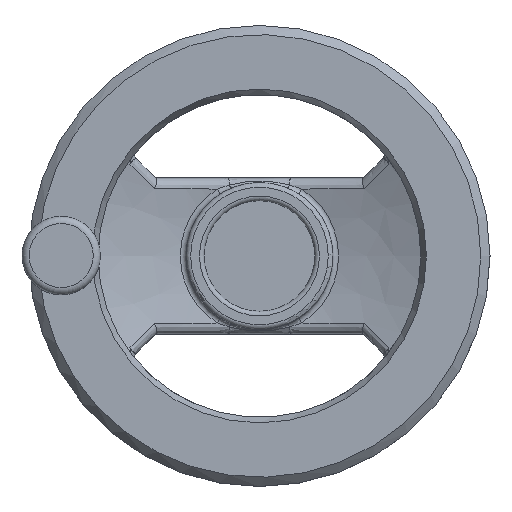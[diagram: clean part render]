
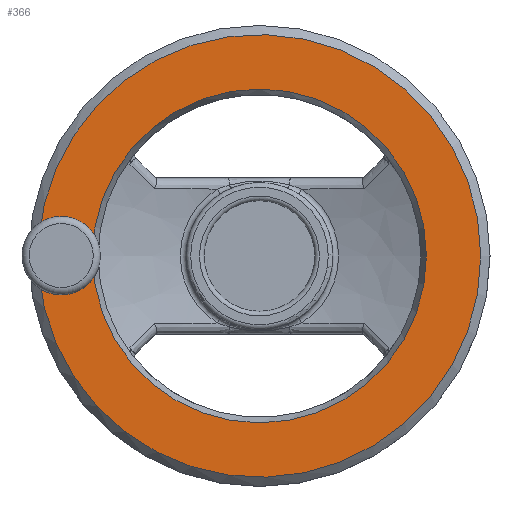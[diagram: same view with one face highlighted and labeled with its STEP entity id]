
A CAD part, top view. The second image highlights one B-rep face of the part: STEP entity #366.
In plain terms, the highlighted planar face has unit normal (0, 0, 1).
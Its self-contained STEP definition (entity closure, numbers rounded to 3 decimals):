
#366 = ADVANCED_FACE( '', ( #781, #782 ), #783, .F. );
#781 = FACE_OUTER_BOUND( '', #4684, .T. );
#782 = FACE_BOUND( '', #4685, .T. );
#783 = PLANE( '', #4686 );
#4684 = EDGE_LOOP( '', ( #5864, #5865, #5866, #5867, #5868, #5869 ) );
#4685 = EDGE_LOOP( '', ( #5870 ) );
#4686 = AXIS2_PLACEMENT_3D( '', #5871, #5872, #5873 );
#5864 = ORIENTED_EDGE( '', *, *, #6196, .T. );
#5865 = ORIENTED_EDGE( '', *, *, #6000, .T. );
#5866 = ORIENTED_EDGE( '', *, *, #6043, .T. );
#5867 = ORIENTED_EDGE( '', *, *, #6129, .T. );
#5868 = ORIENTED_EDGE( '', *, *, #6198, .T. );
#5869 = ORIENTED_EDGE( '', *, *, #6320, .T. );
#5870 = ORIENTED_EDGE( '', *, *, #6031, .F. );
#5871 = CARTESIAN_POINT( '', ( 0., 50., 25. ) );
#5872 = DIRECTION( '', ( 0., 0., -1. ) );
#5873 = DIRECTION( '', ( -1., 0., 0. ) );
#6000 = EDGE_CURVE( '', #6384, #6381, #6385, .T. );
#6031 = EDGE_CURVE( '', #6437, #6437, #6438, .T. );
#6043 = EDGE_CURVE( '', #6381, #6455, #6457, .T. );
#6129 = EDGE_CURVE( '', #6455, #6600, #6602, .T. );
#6196 = EDGE_CURVE( '', #6703, #6384, #6704, .T. );
#6198 = EDGE_CURVE( '', #6600, #6705, #6707, .T. );
#6320 = EDGE_CURVE( '', #6705, #6703, #6865, .F. );
#6381 = VERTEX_POINT( '', #6934 );
#6384 = VERTEX_POINT( '', #6940 );
#6385 = LINE( '', #6941, #6942 );
#6437 = VERTEX_POINT( '', #7200 );
#6438 = CIRCLE( '', #7201, 36.206 );
#6455 = VERTEX_POINT( '', #7218 );
#6457 = CIRCLE( '', #7223, 5.8 );
#6600 = VERTEX_POINT( '', #7931 );
#6602 = LINE( '', #7936, #7937 );
#6703 = VERTEX_POINT( '', #8658 );
#6704 = CIRCLE( '', #8659, 5.8 );
#6705 = VERTEX_POINT( '', #8660 );
#6707 = CIRCLE( '', #8662, 5.8 );
#6865 = CIRCLE( '', #9820, 48. );
#6934 = CARTESIAN_POINT( '', ( -41.831, 5.681, 25. ) );
#6940 = CARTESIAN_POINT( '', ( -47.846, 3.187, 25. ) );
#6941 = CARTESIAN_POINT( '', ( -41.837, 5.679, 25. ) );
#6942 = VECTOR( '', #10022, 1000. );
#7200 = CARTESIAN_POINT( '', ( 36.206, 0., 25. ) );
#7201 = AXIS2_PLACEMENT_3D( '', #10063, #10064, #10065 );
#7218 = CARTESIAN_POINT( '', ( -38.154, -3.187, 25. ) );
#7223 = AXIS2_PLACEMENT_3D( '', #10084, #10085, #10086 );
#7931 = CARTESIAN_POINT( '', ( -44.169, -5.681, 25. ) );
#7936 = CARTESIAN_POINT( '', ( -44.225, -5.704, 25. ) );
#7937 = VECTOR( '', #10165, 1000. );
#8658 = CARTESIAN_POINT( '', ( -47.9, 3.104, 25. ) );
#8659 = AXIS2_PLACEMENT_3D( '', #10210, #10211, #10212 );
#8660 = CARTESIAN_POINT( '', ( -47.9, -3.104, 25. ) );
#8662 = AXIS2_PLACEMENT_3D( '', #10216, #10217, #10218 );
#9820 = AXIS2_PLACEMENT_3D( '', #10312, #10313, #10314 );
#10022 = DIRECTION( '', ( 0.924, 0.383, 0. ) );
#10063 = CARTESIAN_POINT( '', ( 0., 0., 25. ) );
#10064 = DIRECTION( '', ( 0., 0., 1. ) );
#10065 = DIRECTION( '', ( 1., 0., 0. ) );
#10084 = CARTESIAN_POINT( '', ( -43., 0., 25. ) );
#10085 = DIRECTION( '', ( 0., 0., -1. ) );
#10086 = DIRECTION( '', ( -0.383, 0.924, 0. ) );
#10165 = DIRECTION( '', ( -0.924, -0.383, 0. ) );
#10210 = CARTESIAN_POINT( '', ( -43., 0., 25. ) );
#10211 = DIRECTION( '', ( 0., 0., -1. ) );
#10212 = DIRECTION( '', ( -0.383, 0.924, 0. ) );
#10216 = CARTESIAN_POINT( '', ( -43., 0., 25. ) );
#10217 = DIRECTION( '', ( 0., 0., -1. ) );
#10218 = DIRECTION( '', ( -0.383, 0.924, 0. ) );
#10312 = CARTESIAN_POINT( '', ( 0., 0., 25. ) );
#10313 = DIRECTION( '', ( 0., 0., -1. ) );
#10314 = DIRECTION( '', ( -1., 0., 0. ) );
